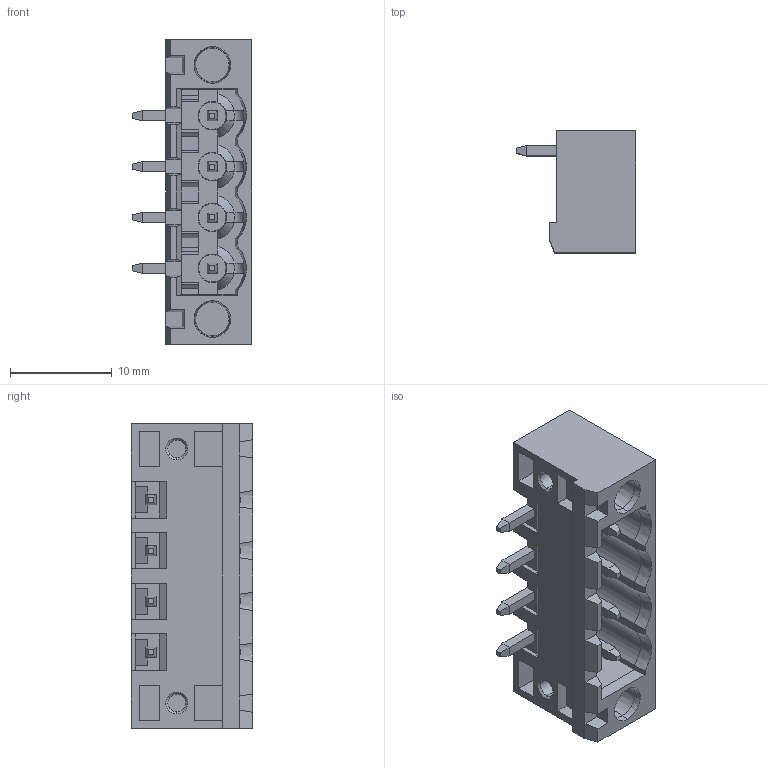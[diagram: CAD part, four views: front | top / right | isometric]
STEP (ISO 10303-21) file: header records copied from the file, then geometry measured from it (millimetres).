
FILE_DESCRIPTION((''),'2;1');
FILE_NAME('WJ2EDGRRM-500-4P','2017-03-16T',('QZY'),(''),'CREO PARAMETRIC BY PTC INC, 2014440','CREO PARAMETRIC BY PTC INC, 2014440','');
FILE_SCHEMA(('CONFIG_CONTROL_DESIGN'));
Length unit declared in the file: millimetre
Products named in the file (1): WJ2EDGRRM-500-4P
Bounding box: 11.8 x 12 x 30 mm (x, y, z)
Volume: 1451.3 mm3; surface area: 2778.7 mm2
Topology: 1 solids, 1 shells, 413 faces, 1043 edges, 646 vertices
Faces by surface type: plane 349, cone 36, cylinder 24, torus 4
Entity records: 12210 total; most frequent: CARTESIAN_POINT 2270, ORIENTED_EDGE 2086, DIRECTION 1957, EDGE_CURVE 1043, VECTOR 891, LINE 891, VERTEX_POINT 646, AXIS2_PLACEMENT_3D 533
